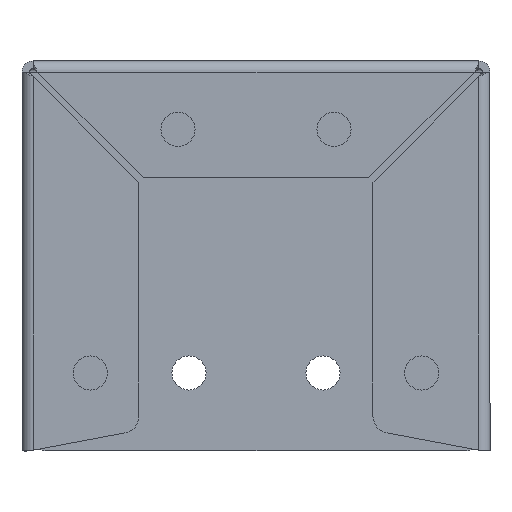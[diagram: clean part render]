
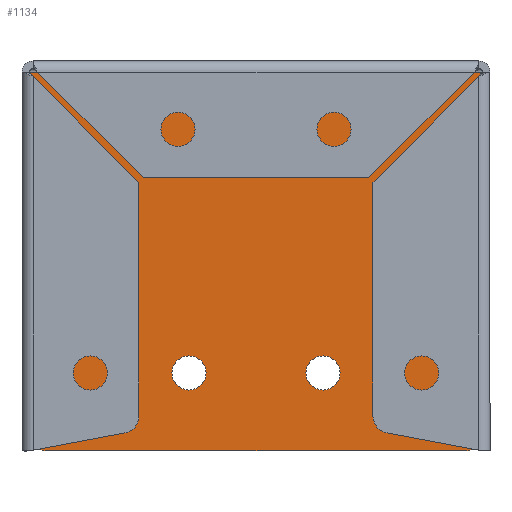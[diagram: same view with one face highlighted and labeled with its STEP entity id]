
A CAD part, front view. The second image highlights one B-rep face of the part: STEP entity #1134.
In plain terms, the highlighted planar face has unit normal (0, -1, 0).
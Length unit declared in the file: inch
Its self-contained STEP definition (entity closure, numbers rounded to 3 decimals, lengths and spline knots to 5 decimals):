
#19 = EDGE_LOOP ( 'NONE', ( #1707, #2026, #71, #2167, #1410, #720 ) ) ;
#44 = DIRECTION ( 'NONE',  ( 0., -1., 0. ) ) ;
#71 = ORIENTED_EDGE ( 'NONE', *, *, #1507, .T. ) ;
#72 = DIRECTION ( 'NONE',  ( -1., 0., 0. ) ) ;
#128 = ORIENTED_EDGE ( 'NONE', *, *, #1341, .F. ) ;
#164 = EDGE_CURVE ( 'NONE', #1394, #385, #2035, .T. ) ;
#183 = EDGE_LOOP ( 'NONE', ( #667, #398 ) ) ;
#203 = DIRECTION ( 'NONE',  ( 0., 0., -1. ) ) ;
#219 = FACE_OUTER_BOUND ( 'NONE', #19, .T. ) ;
#227 = CARTESIAN_POINT ( 'NONE',  ( 3., 23.81, 3.78197 ) ) ;
#248 = DIRECTION ( 'NONE',  ( 0., 0., 1. ) ) ;
#251 = CARTESIAN_POINT ( 'NONE',  ( 0.31508, 23.81, 0.00047 ) ) ;
#280 = CARTESIAN_POINT ( 'NONE',  ( 0.09508, 23.81, 44.37008 ) ) ;
#309 = CIRCLE ( 'NONE', #1828, 0.2185 ) ;
#367 = VERTEX_POINT ( 'NONE', #793 ) ;
#385 = VERTEX_POINT ( 'NONE', #1196 ) ;
#398 = ORIENTED_EDGE ( 'NONE', *, *, #1343, .F. ) ;
#399 = CARTESIAN_POINT ( 'NONE',  ( 5.68492, 23.81, 0.00047 ) ) ;
#417 = DIRECTION ( 'NONE',  ( 0., 1., 0. ) ) ;
#419 = VERTEX_POINT ( 'NONE', #251 ) ;
#439 = ORIENTED_EDGE ( 'NONE', *, *, #1070, .F. ) ;
#440 = DIRECTION ( 'NONE',  ( 0., 1., 0. ) ) ;
#485 = VERTEX_POINT ( 'NONE', #1603 ) ;
#522 = CARTESIAN_POINT ( 'NONE',  ( 5.90492, 23.81, 0.22047 ) ) ;
#528 = AXIS2_PLACEMENT_3D ( 'NONE', #763, #1155, #2344 ) ;
#589 = CARTESIAN_POINT ( 'NONE',  ( 2.141, 23.81, 1.00047 ) ) ;
#616 = CARTESIAN_POINT ( 'NONE',  ( 5.68492, 23.81, 0.22047 ) ) ;
#619 = CARTESIAN_POINT ( 'NONE',  ( 0.31508, 23.81, 0.22047 ) ) ;
#639 = FACE_BOUND ( 'NONE', #183, .T. ) ;
#667 = ORIENTED_EDGE ( 'NONE', *, *, #2432, .F. ) ;
#720 = ORIENTED_EDGE ( 'NONE', *, *, #1098, .F. ) ;
#762 = VERTEX_POINT ( 'NONE', #833 ) ;
#763 = CARTESIAN_POINT ( 'NONE',  ( 3., 23.81, 4.00047 ) ) ;
#768 = EDGE_CURVE ( 'NONE', #2226, #1244, #812, .T. ) ;
#793 = CARTESIAN_POINT ( 'NONE',  ( 3., 23.81, 4.21897 ) ) ;
#799 = CARTESIAN_POINT ( 'NONE',  ( 2.141, 23.81, 1.00047 ) ) ;
#812 = CIRCLE ( 'NONE', #2251, 0.22 ) ;
#814 = DIRECTION ( 'NONE',  ( 0., 0., -1. ) ) ;
#818 = DIRECTION ( 'NONE',  ( 0., 0., 1. ) ) ;
#833 = CARTESIAN_POINT ( 'NONE',  ( 3.859, 23.81, 1.21897 ) ) ;
#848 = DIRECTION ( 'NONE',  ( -1., 0., 0. ) ) ;
#859 = VERTEX_POINT ( 'NONE', #1508 ) ;
#937 = CIRCLE ( 'NONE', #1141, 0.2185 ) ;
#955 = VECTOR ( 'NONE', #72, 39.37008 ) ;
#1007 = DIRECTION ( 'NONE',  ( 0., -1., 0. ) ) ;
#1015 = EDGE_CURVE ( 'NONE', #2226, #485, #1941, .T. ) ;
#1057 = DIRECTION ( 'NONE',  ( 0., 0., 1. ) ) ;
#1070 = EDGE_CURVE ( 'NONE', #2404, #367, #937, .T. ) ;
#1098 = EDGE_CURVE ( 'NONE', #1244, #419, #2417, .T. ) ;
#1116 = VERTEX_POINT ( 'NONE', #2393 ) ;
#1123 = CARTESIAN_POINT ( 'NONE',  ( 2.141, 23.81, 1.21897 ) ) ;
#1134 = ADVANCED_FACE ( 'NONE', ( #219, #639, #1425, #1825 ), #2181, .F. ) ;
#1141 = AXIS2_PLACEMENT_3D ( 'NONE', #2168, #1994, #2405 ) ;
#1155 = DIRECTION ( 'NONE',  ( 0., -1., 0. ) ) ;
#1196 = CARTESIAN_POINT ( 'NONE',  ( 0.09508, 23.81, 4.857 ) ) ;
#1203 = DIRECTION ( 'NONE',  ( 0., -1., 0. ) ) ;
#1205 = CARTESIAN_POINT ( 'NONE',  ( 0.143, 23.81, 0.00047 ) ) ;
#1244 = VERTEX_POINT ( 'NONE', #399 ) ;
#1341 = EDGE_CURVE ( 'NONE', #367, #2404, #1631, .T. ) ;
#1343 = EDGE_CURVE ( 'NONE', #1642, #1116, #2287, .T. ) ;
#1345 = EDGE_LOOP ( 'NONE', ( #439, #128 ) ) ;
#1361 = DIRECTION ( 'NONE',  ( 0., 0., 1. ) ) ;
#1394 = VERTEX_POINT ( 'NONE', #1596 ) ;
#1410 = ORIENTED_EDGE ( 'NONE', *, *, #1795, .F. ) ;
#1412 = AXIS2_PLACEMENT_3D ( 'NONE', #1423, #1203, #814 ) ;
#1416 = EDGE_CURVE ( 'NONE', #762, #859, #1777, .T. ) ;
#1423 = CARTESIAN_POINT ( 'NONE',  ( 3.859, 23.81, 1.00047 ) ) ;
#1425 = FACE_BOUND ( 'NONE', #1498, .T. ) ;
#1470 = VECTOR ( 'NONE', #1361, 39.37008 ) ;
#1498 = EDGE_LOOP ( 'NONE', ( #1971, #1679 ) ) ;
#1507 = EDGE_CURVE ( 'NONE', #485, #385, #1872, .T. ) ;
#1508 = CARTESIAN_POINT ( 'NONE',  ( 3.859, 23.81, 0.78197 ) ) ;
#1551 = CARTESIAN_POINT ( 'NONE',  ( 5.90492, 23.81, 44.37008 ) ) ;
#1586 = CARTESIAN_POINT ( 'NONE',  ( 0.143, 23.81, 4.91447 ) ) ;
#1596 = CARTESIAN_POINT ( 'NONE',  ( 0.09508, 23.81, 0.22047 ) ) ;
#1603 = CARTESIAN_POINT ( 'NONE',  ( 5.90492, 23.81, 4.857 ) ) ;
#1617 = VECTOR ( 'NONE', #1057, 39.37008 ) ;
#1631 = CIRCLE ( 'NONE', #528, 0.2185 ) ;
#1642 = VERTEX_POINT ( 'NONE', #1123 ) ;
#1654 = CIRCLE ( 'NONE', #2231, 0.22 ) ;
#1679 = ORIENTED_EDGE ( 'NONE', *, *, #1416, .F. ) ;
#1701 = CARTESIAN_POINT ( 'NONE',  ( 3.859, 23.81, 1.00047 ) ) ;
#1707 = ORIENTED_EDGE ( 'NONE', *, *, #768, .F. ) ;
#1777 = CIRCLE ( 'NONE', #1412, 0.2185 ) ;
#1786 = DIRECTION ( 'NONE',  ( 0., 1., 0. ) ) ;
#1795 = EDGE_CURVE ( 'NONE', #419, #1394, #1654, .T. ) ;
#1825 = FACE_BOUND ( 'NONE', #1345, .T. ) ;
#1828 = AXIS2_PLACEMENT_3D ( 'NONE', #799, #1007, #203 ) ;
#1872 = LINE ( 'NONE', #2425, #955 ) ;
#1923 = DIRECTION ( 'NONE',  ( 0., -1., 0. ) ) ;
#1926 = VECTOR ( 'NONE', #848, 39.37008 ) ;
#1941 = LINE ( 'NONE', #1551, #1470 ) ;
#1962 = DIRECTION ( 'NONE',  ( 0., 0., -1. ) ) ;
#1971 = ORIENTED_EDGE ( 'NONE', *, *, #2234, .F. ) ;
#1994 = DIRECTION ( 'NONE',  ( 0., -1., 0. ) ) ;
#2007 = AXIS2_PLACEMENT_3D ( 'NONE', #1586, #440, #248 ) ;
#2026 = ORIENTED_EDGE ( 'NONE', *, *, #1015, .T. ) ;
#2035 = LINE ( 'NONE', #280, #1617 ) ;
#2161 = DIRECTION ( 'NONE',  ( 1., 0., 0. ) ) ;
#2167 = ORIENTED_EDGE ( 'NONE', *, *, #164, .F. ) ;
#2168 = CARTESIAN_POINT ( 'NONE',  ( 3., 23.81, 4.00047 ) ) ;
#2170 = AXIS2_PLACEMENT_3D ( 'NONE', #589, #44, #1962 ) ;
#2181 = PLANE ( 'NONE',  #2007 ) ;
#2189 = AXIS2_PLACEMENT_3D ( 'NONE', #1701, #1923, #2481 ) ;
#2226 = VERTEX_POINT ( 'NONE', #522 ) ;
#2231 = AXIS2_PLACEMENT_3D ( 'NONE', #619, #417, #2161 ) ;
#2234 = EDGE_CURVE ( 'NONE', #859, #762, #2430, .T. ) ;
#2251 = AXIS2_PLACEMENT_3D ( 'NONE', #616, #1786, #818 ) ;
#2287 = CIRCLE ( 'NONE', #2170, 0.2185 ) ;
#2344 = DIRECTION ( 'NONE',  ( 0., 0., -1. ) ) ;
#2393 = CARTESIAN_POINT ( 'NONE',  ( 2.141, 23.81, 0.78197 ) ) ;
#2404 = VERTEX_POINT ( 'NONE', #227 ) ;
#2405 = DIRECTION ( 'NONE',  ( 0., 0., -1. ) ) ;
#2417 = LINE ( 'NONE', #1205, #1926 ) ;
#2425 = CARTESIAN_POINT ( 'NONE',  ( 0.143, 23.81, 4.857 ) ) ;
#2430 = CIRCLE ( 'NONE', #2189, 0.2185 ) ;
#2432 = EDGE_CURVE ( 'NONE', #1116, #1642, #309, .T. ) ;
#2481 = DIRECTION ( 'NONE',  ( 0., 0., -1. ) ) ;
